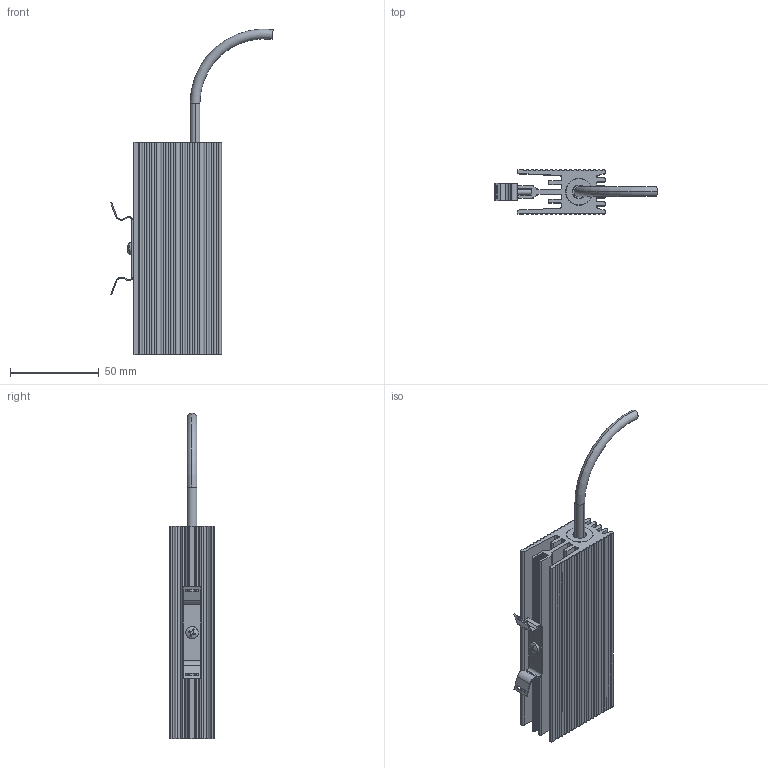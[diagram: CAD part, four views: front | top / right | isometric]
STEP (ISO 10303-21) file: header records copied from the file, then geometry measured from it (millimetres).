
FILE_DESCRIPTION (( 'STEP AP203' ), '1' );
FILE_NAME ('P25-AL_50W_mit_Schnappbef..STEP', '2011-07-26T04:30:55', ( 'Achter Elektronik' ), ( 'Achter Elektronik' ), 'SwSTEP 2.0', 'SolidWorks 2011', '' );
FILE_SCHEMA (( 'CONFIG_CONTROL_DESIGN' ));
Length unit declared in the file: millimetre
Products named in the file (7): P25-AL_50W_mit_Schnappbef.; Sheet Metal Screws_DIN_Tapping screw DIN 7049-ST3.5x13-F-H-N; Kabelstück_Default; Schnappbefestigung_P25_Default; Abdeckung P25_Default; Zugentlastung P25_Default; KKP25-120_Default
Assembly tree (6 placements, depth 2):
  P25-AL_50W_mit_Schnappbef.
    Kabelstück_Default
    Schnappbefestigung_P25_Default
    Abdeckung P25_Default
    Zugentlastung P25_Default
    KKP25-120_Default
    Sheet Metal Screws_DIN_Tapping screw DIN 7049-ST3.5x13-F-H-N
Bounding box: 91.77 x 25 x 184 mm (x, y, z)
Volume: 77360.3 mm3; surface area: 53969.4 mm2
Topology: 6 solids, 6 shells, 341 faces, 969 edges, 642 vertices
Faces by surface type: cylinder 166, plane 159, cone 12, torus 2, sphere 2
Entity records: 11964 total; most frequent: DIRECTION 2045, CARTESIAN_POINT 1961, ORIENTED_EDGE 1938, EDGE_CURVE 969, AXIS2_PLACEMENT_3D 726, VERTEX_POINT 642, VECTOR 593, LINE 593
